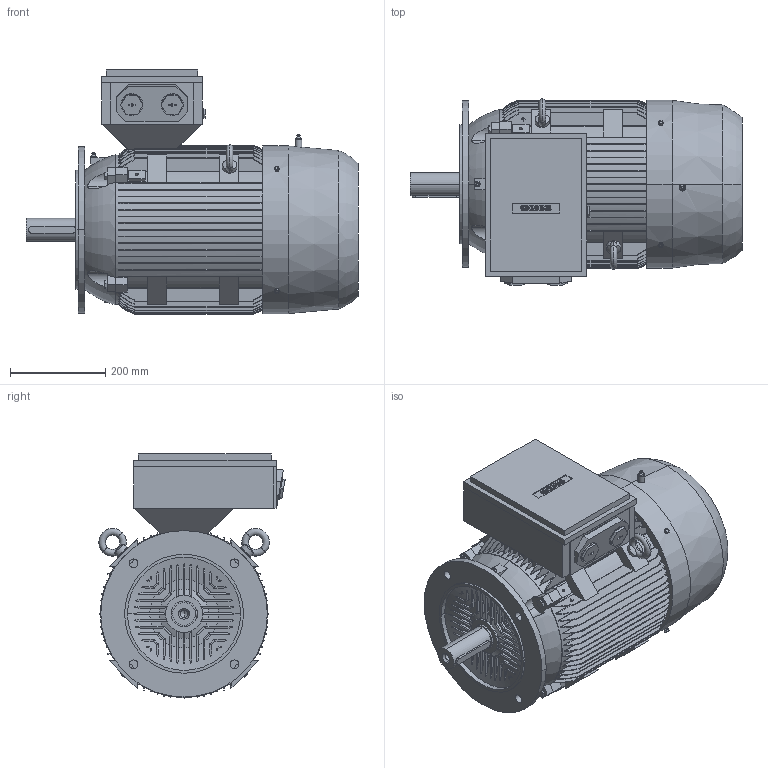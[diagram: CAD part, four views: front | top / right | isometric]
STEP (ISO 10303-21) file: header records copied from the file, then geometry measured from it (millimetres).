
FILE_DESCRIPTION(('STEP AP214'),'1');
FILE_NAME('cctmp_C53C457E-FF72-4F0B-B3A2-9C8225E71CCF_2023_06_27_10_31_43_0729..stp','2023-06-27T08:31:44',('SIEMENS A&D'),('CADClick - www.CADClick.com'),'Spatial InterOp 3D',' ','unknown authorization');
FILE_SCHEMA(('AUTOMOTIVE_DESIGN'));
Length unit declared in the file: millimetre
Products named in the file (1): 2023_06_27_10_31_43_0713
Bounding box: 698 x 391.89 x 513 mm (x, y, z)
Volume: 57214355.2 mm3; surface area: 1951828.1 mm2
Topology: 1 solids, 1 shells, 1358 faces, 3782 edges, 2484 vertices
Faces by surface type: plane 866, cylinder 304, torus 154, cone 34
Entity records: 62884 total; most frequent: CARTESIAN_POINT 17596, ORIENTED_EDGE 7544, DIRECTION 6894, EDGE_CURVE 3772, VERTEX_POINT 2484, AXIS2_PLACEMENT_3D 2408, LINE 2078, VECTOR 2078
